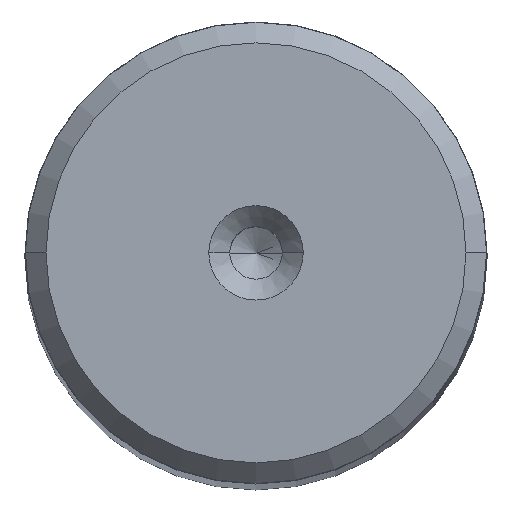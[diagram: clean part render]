
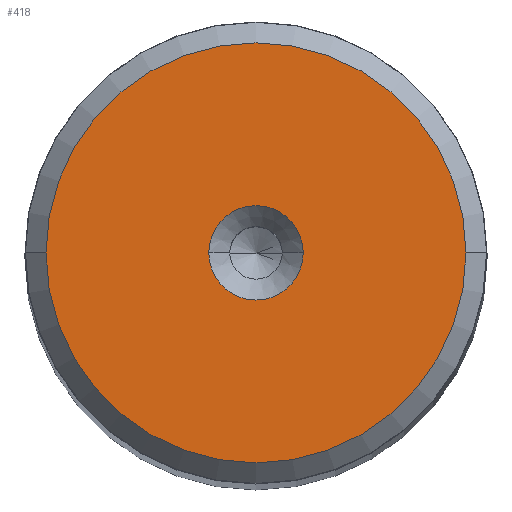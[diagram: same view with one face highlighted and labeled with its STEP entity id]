
A CAD part, top view. The second image highlights one B-rep face of the part: STEP entity #418.
In plain terms, the highlighted planar face has unit normal (0, 0, 1).
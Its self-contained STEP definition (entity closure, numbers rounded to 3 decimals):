
#45 = VERTEX_POINT ( 'NONE', #769 ) ;
#85 = VERTEX_POINT ( 'NONE', #2046 ) ;
#197 = ORIENTED_EDGE ( 'NONE', *, *, #1928, .T. ) ;
#214 = AXIS2_PLACEMENT_3D ( 'NONE', #881, #1863, #859 ) ;
#418 = ADVANCED_FACE ( 'NONE', ( #653, #979 ), #2264, .T. ) ;
#436 = CARTESIAN_POINT ( 'NONE',  ( 0., 0., 170. ) ) ;
#525 = CARTESIAN_POINT ( 'NONE',  ( 0., 0., 170. ) ) ;
#623 = AXIS2_PLACEMENT_3D ( 'NONE', #1911, #2494, #909 ) ;
#638 = CARTESIAN_POINT ( 'NONE',  ( 10.009, 0., 170. ) ) ;
#653 = FACE_BOUND ( 'NONE', #1609, .T. ) ;
#746 = CIRCLE ( 'NONE', #2030, 2.25 ) ;
#756 = DIRECTION ( 'NONE',  ( 0., 0., 1. ) ) ;
#769 = CARTESIAN_POINT ( 'NONE',  ( 2.25, 0., 170. ) ) ;
#799 = CARTESIAN_POINT ( 'NONE',  ( -10.009, 0., 170. ) ) ;
#821 = CARTESIAN_POINT ( 'NONE',  ( 0., 0., 170. ) ) ;
#859 = DIRECTION ( 'NONE',  ( 1., 0., 0. ) ) ;
#860 = DIRECTION ( 'NONE',  ( 1., 0., 0. ) ) ;
#869 = CIRCLE ( 'NONE', #623, 10.009 ) ;
#881 = CARTESIAN_POINT ( 'NONE',  ( 0., 0., 170. ) ) ;
#909 = DIRECTION ( 'NONE',  ( 1., 0., 0. ) ) ;
#979 = FACE_OUTER_BOUND ( 'NONE', #2569, .T. ) ;
#1422 = EDGE_CURVE ( 'NONE', #1987, #2063, #869, .T. ) ;
#1559 = DIRECTION ( 'NONE',  ( 1., 0., 0. ) ) ;
#1609 = EDGE_LOOP ( 'NONE', ( #2561, #1858 ) ) ;
#1629 = CIRCLE ( 'NONE', #2246, 10.009 ) ;
#1822 = DIRECTION ( 'NONE',  ( 0., 0., 1. ) ) ;
#1841 = AXIS2_PLACEMENT_3D ( 'NONE', #436, #1874, #860 ) ;
#1858 = ORIENTED_EDGE ( 'NONE', *, *, #2562, .F. ) ;
#1863 = DIRECTION ( 'NONE',  ( 0., 0., 1. ) ) ;
#1874 = DIRECTION ( 'NONE',  ( 0., 0., 1. ) ) ;
#1911 = CARTESIAN_POINT ( 'NONE',  ( 0., 0., 170. ) ) ;
#1928 = EDGE_CURVE ( 'NONE', #2063, #1987, #1629, .T. ) ;
#1987 = VERTEX_POINT ( 'NONE', #799 ) ;
#2030 = AXIS2_PLACEMENT_3D ( 'NONE', #525, #756, #1559 ) ;
#2046 = CARTESIAN_POINT ( 'NONE',  ( -2.25, 0., 170. ) ) ;
#2063 = VERTEX_POINT ( 'NONE', #638 ) ;
#2095 = EDGE_CURVE ( 'NONE', #45, #85, #2205, .T. ) ;
#2205 = CIRCLE ( 'NONE', #214, 2.25 ) ;
#2230 = DIRECTION ( 'NONE',  ( 1., 0., 0. ) ) ;
#2246 = AXIS2_PLACEMENT_3D ( 'NONE', #821, #1822, #2230 ) ;
#2264 = PLANE ( 'NONE',  #1841 ) ;
#2494 = DIRECTION ( 'NONE',  ( 0., 0., 1. ) ) ;
#2540 = ORIENTED_EDGE ( 'NONE', *, *, #1422, .T. ) ;
#2561 = ORIENTED_EDGE ( 'NONE', *, *, #2095, .F. ) ;
#2562 = EDGE_CURVE ( 'NONE', #85, #45, #746, .T. ) ;
#2569 = EDGE_LOOP ( 'NONE', ( #2540, #197 ) ) ;
